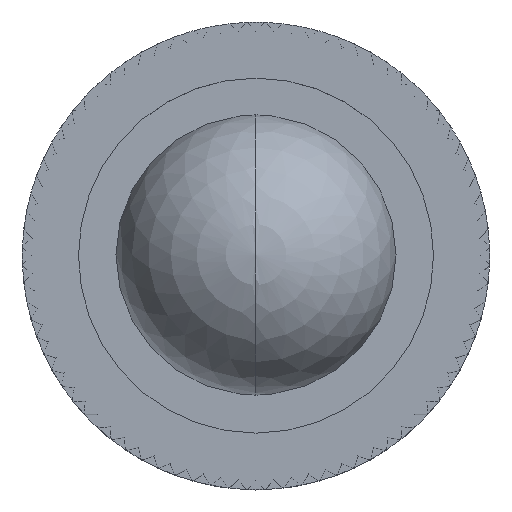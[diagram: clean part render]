
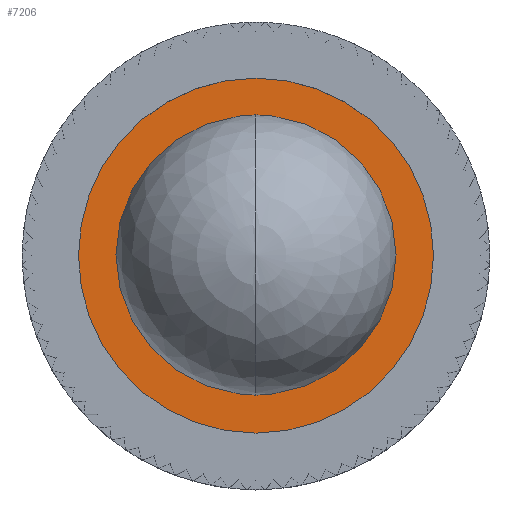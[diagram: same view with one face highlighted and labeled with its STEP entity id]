
A CAD part, top view. The second image highlights one B-rep face of the part: STEP entity #7206.
In plain terms, the highlighted planar face has unit normal (0, 0, 1).
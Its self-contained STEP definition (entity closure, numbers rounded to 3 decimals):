
#5430=EDGE_CURVE('',#8336,#7884,#11937,.T.);
#6110=VERTEX_POINT('',#12679);
#6190=EDGE_CURVE('',#6110,#6542,#12764,.T.);
#6542=VERTEX_POINT('',#13151);
#7206=ADVANCED_FACE('',(#13879,#13880),#13881,.F.);
#7484=EDGE_CURVE('',#7884,#8336,#14184,.T.);
#7650=EDGE_CURVE('',#6542,#6110,#14358,.T.);
#7884=VERTEX_POINT('',#14616);
#8336=VERTEX_POINT('',#15109);
#11937=CIRCLE('',#19735,4.4);
#12679=CARTESIAN_POINT('',(0.,-1.7,-0.6));
#12764=CIRCLE('',#20892,1.7);
#13151=CARTESIAN_POINT('',(0.,1.7,-0.6));
#13879=FACE_BOUND('',#22422,.T.);
#13880=FACE_OUTER_BOUND('',#22423,.T.);
#13881=PLANE('',#22424);
#14184=CIRCLE('',#22837,4.4);
#14358=CIRCLE('',#23092,1.7);
#14616=CARTESIAN_POINT('',(0.,-4.4,-0.6));
#15109=CARTESIAN_POINT('',(0.,4.4,-0.6));
#19735=AXIS2_PLACEMENT_3D('',#28897,#28898,#28899);
#20892=AXIS2_PLACEMENT_3D('',#29791,#29792,#29793);
#22422=EDGE_LOOP('',(#31090,#31091));
#22423=EDGE_LOOP('',(#31092,#31093));
#22424=AXIS2_PLACEMENT_3D('',#31094,#31095,#31096);
#22837=AXIS2_PLACEMENT_3D('',#31413,#31414,#31415);
#23092=AXIS2_PLACEMENT_3D('',#31555,#31556,#31557);
#28897=CARTESIAN_POINT('',(0.,0.,-0.6));
#28898=DIRECTION('',(0.,0.,-1.0));
#28899=DIRECTION('',(0.,1.0,0.));
#29791=CARTESIAN_POINT('',(0.,0.,-0.6));
#29792=DIRECTION('',(0.,0.,1.0));
#29793=DIRECTION('',(0.0,-1.0,0.));
#31090=ORIENTED_EDGE('',*,*,#7650,.F.);
#31091=ORIENTED_EDGE('',*,*,#6190,.F.);
#31092=ORIENTED_EDGE('',*,*,#5430,.F.);
#31093=ORIENTED_EDGE('',*,*,#7484,.F.);
#31094=CARTESIAN_POINT('',(0.,0.,-0.6));
#31095=DIRECTION('',(0.,0.,-1.0));
#31096=DIRECTION('',(0.0,-1.0,0.));
#31413=CARTESIAN_POINT('',(0.,0.,-0.6));
#31414=DIRECTION('',(0.,0.,-1.0));
#31415=DIRECTION('',(0.,1.0,0.));
#31555=CARTESIAN_POINT('',(0.,0.,-0.6));
#31556=DIRECTION('',(0.,0.,1.0));
#31557=DIRECTION('',(0.0,-1.0,0.));
